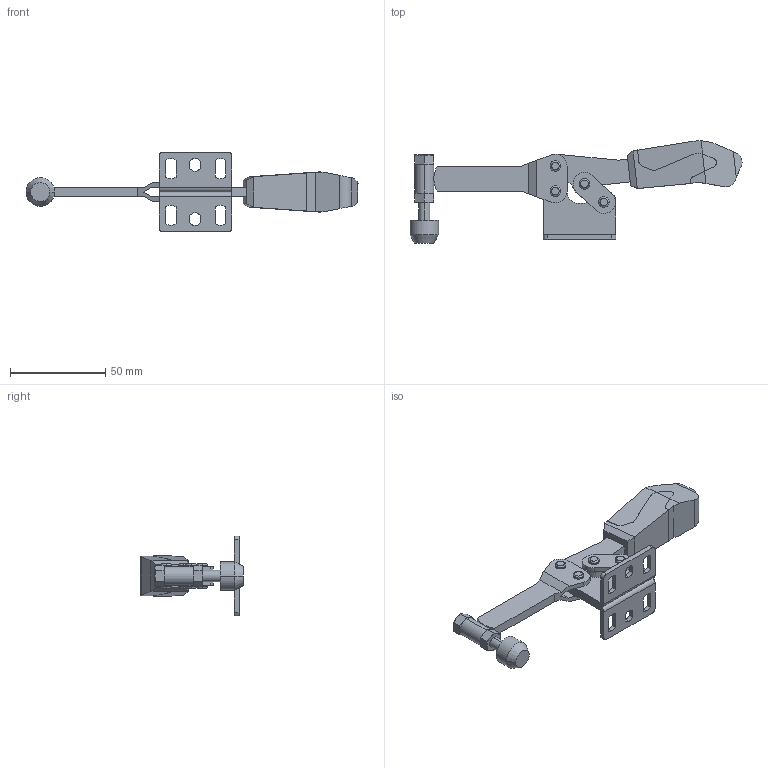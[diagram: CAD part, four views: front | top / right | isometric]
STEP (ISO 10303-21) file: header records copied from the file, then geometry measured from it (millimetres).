
FILE_DESCRIPTION (( 'STEP AP214' ), '1' );
FILE_NAME ('EH 23330.1203.STEP', '2019-10-25T05:45:40', ( '' ), ( '' ), 'SwSTEP 2.0', 'SolidWorks 2019', '' );
FILE_SCHEMA (( 'AUTOMOTIVE_DESIGN' ));
Length unit declared in the file: millimetre
Products named in the file (8): _93427-2.stp; _557229.stp; _146233.stp; _93427-13b.stp; _93021-3_0.stp; _93021-1.stp; _93021-6_0.stp; EH 23330.1203
Assembly tree (7 placements, depth 2):
  EH 23330.1203
    _93021-1.stp
    _93427-2.stp
    _93021-3_0.stp
    _557229.stp
    _93427-13b.stp
    _146233.stp
    _93021-6_0.stp
Bounding box: 174.31 x 53.72 x 42 mm (x, y, z)
Volume: 43274.5 mm3; surface area: 21462.1 mm2
Topology: 7 solids, 8 shells, 298 faces, 746 edges, 478 vertices
Faces by surface type: plane 123, cylinder 117, cone 42, torus 16
Entity records: 10274 total; most frequent: CARTESIAN_POINT 2438, DIRECTION 1538, ORIENTED_EDGE 1492, EDGE_CURVE 746, AXIS2_PLACEMENT_3D 578, VERTEX_POINT 478, LINE 382, VECTOR 382
